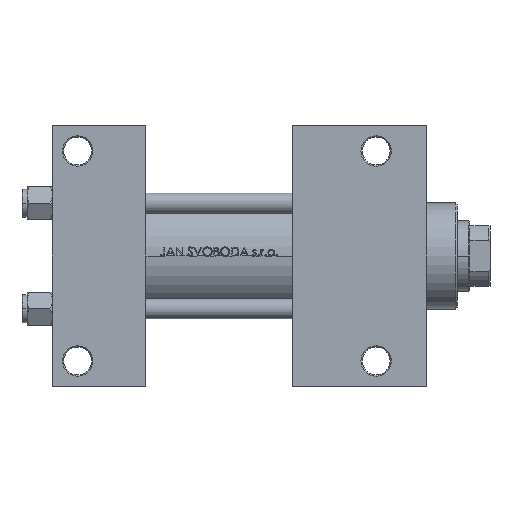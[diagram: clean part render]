
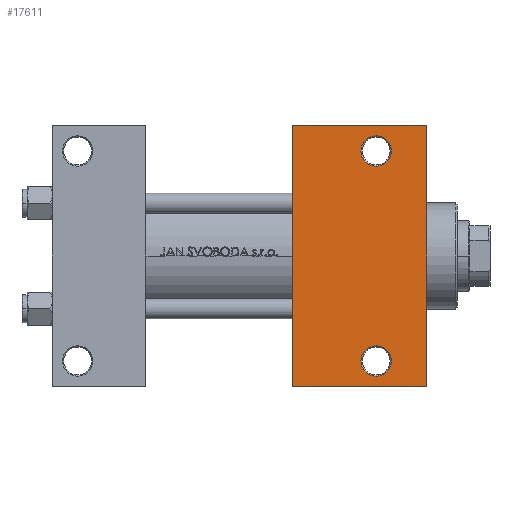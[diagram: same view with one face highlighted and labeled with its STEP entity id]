
A CAD part, front view. The second image highlights one B-rep face of the part: STEP entity #17611.
In plain terms, the highlighted face is planar.
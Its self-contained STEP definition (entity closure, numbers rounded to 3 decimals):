
#83 = EDGE_CURVE ( 'NONE', #26962, #20584, #30516, .T. ) ;
#434 = VERTEX_POINT ( 'NONE', #5679 ) ;
#1467 = LINE ( 'NONE', #16582, #13748 ) ;
#2716 = ORIENTED_EDGE ( 'NONE', *, *, #36758, .T. ) ;
#2909 = VECTOR ( 'NONE', #18313, 1000. ) ;
#3302 = EDGE_CURVE ( 'NONE', #41863, #36792, #17350, .T. ) ;
#3684 = CARTESIAN_POINT ( 'NONE',  ( 148., 30., -30. ) ) ;
#4081 = CIRCLE ( 'NONE', #35602, 5.999 ) ;
#4535 = EDGE_CURVE ( 'NONE', #26962, #36792, #1467, .T. ) ;
#4710 = DIRECTION ( 'NONE',  ( 0., 0., 1. ) ) ;
#5679 = CARTESIAN_POINT ( 'NONE',  ( 122.001, 41.5, -30. ) ) ;
#6434 = CARTESIAN_POINT ( 'NONE',  ( 122., -41.5, -30. ) ) ;
#6826 = VECTOR ( 'NONE', #10159, 1000. ) ;
#7446 = CARTESIAN_POINT ( 'NONE',  ( 95., 51.5, -30. ) ) ;
#8108 = CARTESIAN_POINT ( 'NONE',  ( 133.999, 41.5, -30. ) ) ;
#8839 = FACE_OUTER_BOUND ( 'NONE', #26952, .T. ) ;
#9082 = DIRECTION ( 'NONE',  ( 0., 0., -1. ) ) ;
#10066 = ORIENTED_EDGE ( 'NONE', *, *, #4535, .F. ) ;
#10159 = DIRECTION ( 'NONE',  ( -1., 0., 0. ) ) ;
#10290 = VERTEX_POINT ( 'NONE', #8108 ) ;
#11199 = DIRECTION ( 'NONE',  ( 0., 0., 1. ) ) ;
#11317 = VECTOR ( 'NONE', #25947, 1000. ) ;
#11432 = CARTESIAN_POINT ( 'NONE',  ( 128., 41.5, -30. ) ) ;
#11675 = CARTESIAN_POINT ( 'NONE',  ( 95., -51.5, -30. ) ) ;
#11913 = DIRECTION ( 'NONE',  ( 0., 1., 0. ) ) ;
#12676 = CIRCLE ( 'NONE', #16466, 6. ) ;
#13411 = CARTESIAN_POINT ( 'NONE',  ( 128., 41.5, -30. ) ) ;
#13748 = VECTOR ( 'NONE', #34897, 1000. ) ;
#13901 = VERTEX_POINT ( 'NONE', #6434 ) ;
#15856 = CIRCLE ( 'NONE', #22759, 6. ) ;
#16466 = AXIS2_PLACEMENT_3D ( 'NONE', #24173, #35264, #38878 ) ;
#16582 = CARTESIAN_POINT ( 'NONE',  ( 95., 30., -30. ) ) ;
#17350 = LINE ( 'NONE', #31816, #6826 ) ;
#17611 = ADVANCED_FACE ( 'NONE', ( #19636, #27344, #8839 ), #33865, .T. ) ;
#17773 = EDGE_CURVE ( 'NONE', #434, #10290, #4081, .T. ) ;
#18313 = DIRECTION ( 'NONE',  ( 0., -1., 0. ) ) ;
#18446 = ORIENTED_EDGE ( 'NONE', *, *, #38928, .T. ) ;
#19636 = FACE_BOUND ( 'NONE', #23999, .T. ) ;
#20333 = CARTESIAN_POINT ( 'NONE',  ( 148., -51.5, -30. ) ) ;
#20439 = ORIENTED_EDGE ( 'NONE', *, *, #83, .T. ) ;
#20584 = VERTEX_POINT ( 'NONE', #30007 ) ;
#22635 = EDGE_CURVE ( 'NONE', #40598, #13901, #12676, .T. ) ;
#22759 = AXIS2_PLACEMENT_3D ( 'NONE', #44894, #4710, #11913 ) ;
#23049 = ORIENTED_EDGE ( 'NONE', *, *, #17773, .T. ) ;
#23496 = DIRECTION ( 'NONE',  ( 0., 1., 0. ) ) ;
#23999 = EDGE_LOOP ( 'NONE', ( #23049, #18446 ) ) ;
#24173 = CARTESIAN_POINT ( 'NONE',  ( 128., -41.5, -30. ) ) ;
#24972 = ORIENTED_EDGE ( 'NONE', *, *, #22635, .T. ) ;
#25947 = DIRECTION ( 'NONE',  ( 1., 0., 0. ) ) ;
#26952 = EDGE_LOOP ( 'NONE', ( #10066, #20439, #33086, #27888 ) ) ;
#26962 = VERTEX_POINT ( 'NONE', #32793 ) ;
#27344 = FACE_BOUND ( 'NONE', #39426, .T. ) ;
#27888 = ORIENTED_EDGE ( 'NONE', *, *, #3302, .T. ) ;
#28203 = CIRCLE ( 'NONE', #39759, 5.999 ) ;
#30007 = CARTESIAN_POINT ( 'NONE',  ( 148., 51.5, -30. ) ) ;
#30516 = LINE ( 'NONE', #7446, #11317 ) ;
#31816 = CARTESIAN_POINT ( 'NONE',  ( 95., -51.5, -30. ) ) ;
#32793 = CARTESIAN_POINT ( 'NONE',  ( 95., 51.5, -30. ) ) ;
#33086 = ORIENTED_EDGE ( 'NONE', *, *, #43679, .T. ) ;
#33865 = PLANE ( 'NONE',  #34766 ) ;
#34374 = DIRECTION ( 'NONE',  ( 0., 1., 0. ) ) ;
#34613 = DIRECTION ( 'NONE',  ( 0., 0., 1. ) ) ;
#34766 = AXIS2_PLACEMENT_3D ( 'NONE', #41331, #9082, #23496 ) ;
#34897 = DIRECTION ( 'NONE',  ( 0., -1., 0. ) ) ;
#35264 = DIRECTION ( 'NONE',  ( 0., 0., 1. ) ) ;
#35602 = AXIS2_PLACEMENT_3D ( 'NONE', #11432, #11199, #40328 ) ;
#36758 = EDGE_CURVE ( 'NONE', #13901, #40598, #15856, .T. ) ;
#36792 = VERTEX_POINT ( 'NONE', #11675 ) ;
#38878 = DIRECTION ( 'NONE',  ( 0., 1., 0. ) ) ;
#38928 = EDGE_CURVE ( 'NONE', #10290, #434, #28203, .T. ) ;
#39426 = EDGE_LOOP ( 'NONE', ( #2716, #24972 ) ) ;
#39759 = AXIS2_PLACEMENT_3D ( 'NONE', #13411, #34613, #34374 ) ;
#40328 = DIRECTION ( 'NONE',  ( 0., 1., 0. ) ) ;
#40598 = VERTEX_POINT ( 'NONE', #41122 ) ;
#40948 = LINE ( 'NONE', #3684, #2909 ) ;
#41122 = CARTESIAN_POINT ( 'NONE',  ( 134., -41.5, -30. ) ) ;
#41331 = CARTESIAN_POINT ( 'NONE',  ( 148., 30., -30. ) ) ;
#41863 = VERTEX_POINT ( 'NONE', #20333 ) ;
#43679 = EDGE_CURVE ( 'NONE', #20584, #41863, #40948, .T. ) ;
#44894 = CARTESIAN_POINT ( 'NONE',  ( 128., -41.5, -30. ) ) ;
